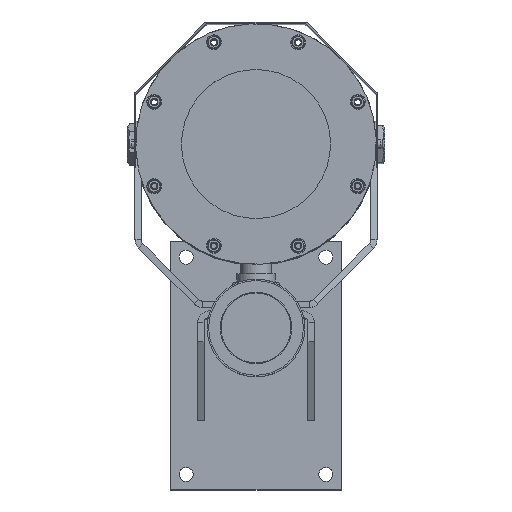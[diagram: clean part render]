
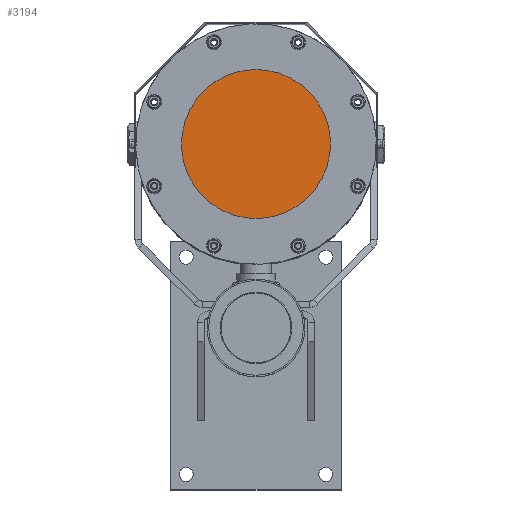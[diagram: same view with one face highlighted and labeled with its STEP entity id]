
A CAD part, top view. The second image highlights one B-rep face of the part: STEP entity #3194.
In plain terms, the highlighted planar face has unit normal (0, 0, 1).
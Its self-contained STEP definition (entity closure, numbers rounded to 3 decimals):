
#1443 = VERTEX_POINT ( 'NONE', #21269 ) ;
#1469 = VERTEX_POINT ( 'NONE', #21295 ) ;
#2504 = CIRCLE ( 'NONE', #8764, 56.25 ) ;
#2508 = CIRCLE ( 'NONE', #8758, 56.25 ) ;
#3194 = ADVANCED_FACE ( 'NONE', ( #8574 ), #12519, .T. ) ;
#3562 = ORIENTED_EDGE ( 'NONE', *, *, #14955, .T. ) ;
#3564 = ORIENTED_EDGE ( 'NONE', *, *, #14956, .T. ) ;
#8574 = FACE_OUTER_BOUND ( 'NONE', #22330, .T. ) ;
#8590 = AXIS2_PLACEMENT_3D ( 'NONE', #12521, #12523, #12525 ) ;
#8758 = AXIS2_PLACEMENT_3D ( 'NONE', #12948, #12961, #12962 ) ;
#8764 = AXIS2_PLACEMENT_3D ( 'NONE', #12963, #12964, #12965 ) ;
#12519 = PLANE ( 'NONE',  #8590 ) ;
#12521 = CARTESIAN_POINT ( 'NONE',  ( -6.962, 5.993, 458. ) ) ;
#12523 = DIRECTION ( 'NONE',  ( 0., 0., 1. ) ) ;
#12525 = DIRECTION ( 'NONE',  ( -0.552, -0.834, 0. ) ) ;
#12948 = CARTESIAN_POINT ( 'NONE',  ( -6.962, 5.993, 458. ) ) ;
#12961 = DIRECTION ( 'NONE',  ( 0., 0., 1. ) ) ;
#12962 = DIRECTION ( 'NONE',  ( -0.552, -0.834, 0. ) ) ;
#12963 = CARTESIAN_POINT ( 'NONE',  ( -6.962, 5.993, 458. ) ) ;
#12964 = DIRECTION ( 'NONE',  ( 0., 0., 1. ) ) ;
#12965 = DIRECTION ( 'NONE',  ( -0.552, -0.834, 0. ) ) ;
#14955 = EDGE_CURVE ( 'NONE', #1469, #1443, #2508, .T. ) ;
#14956 = EDGE_CURVE ( 'NONE', #1443, #1469, #2504, .T. ) ;
#21269 = CARTESIAN_POINT ( 'NONE',  ( 24.109, 52.883, 458. ) ) ;
#21295 = CARTESIAN_POINT ( 'NONE',  ( -38.033, -40.897, 458. ) ) ;
#22330 = EDGE_LOOP ( 'NONE', ( #3562, #3564 ) ) ;
